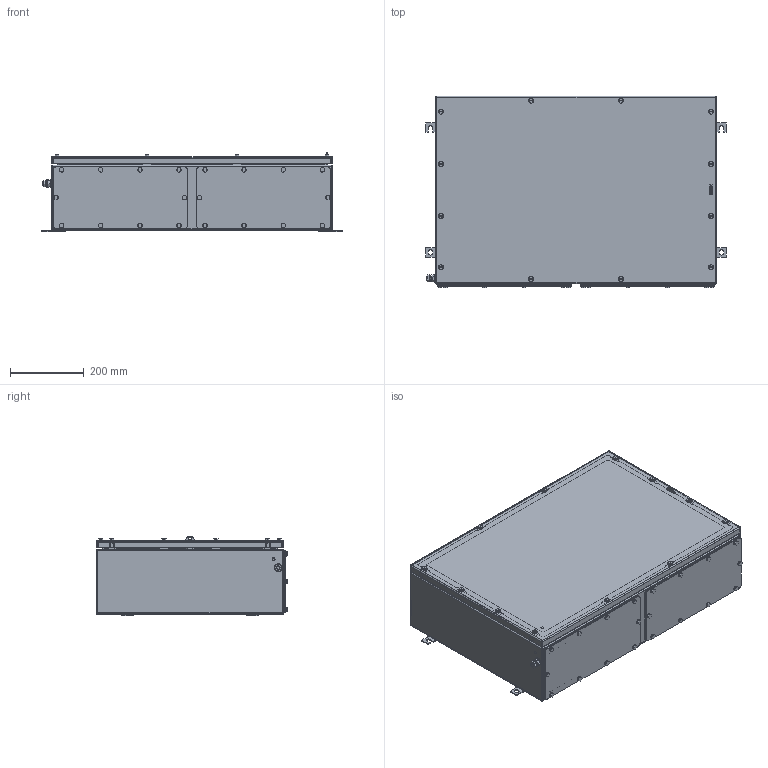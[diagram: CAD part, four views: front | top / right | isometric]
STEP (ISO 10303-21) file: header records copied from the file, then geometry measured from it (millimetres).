
FILE_DESCRIPTION(('CATIA V5 STEP Exchange','CAx-IF Rec.Pracs.--- Model Styling and Organization---1.4--- 2014-01-23'),'2;1');
FILE_NAME ('1157678-18_0_2698090000_2698090000.stp','2020-12-08T10:24:42+00:00',('none'),('Weidmueller'),'CATIA Version 5-6 Release 2016 SP3 HF44','CATIA V5 STEP AP214','none');
FILE_SCHEMA(('AUTOMOTIVE_DESIGN { 1 0 10303 214 1 1 1 1 }'));
Products named in the file (1): 2698090000
Bounding box: 813 x 519 x 214.9 mm (x, y, z)
Volume: 2666687.5 mm3; surface area: 3109655 mm2
Topology: 103 solids, 103 shells, 2334 faces, 5602 edges, 3585 vertices
Faces by surface type: plane 1213, cylinder 935, cone 142, sphere 24, torus 20
Entity records: 63715 total; most frequent: CARTESIAN_POINT 12014, ORIENTED_EDGE 11024, DIRECTION 8925, EDGE_CURVE 5512, AXIS2_PLACEMENT_3D 3587, VECTOR 3575, LINE 3575, VERTEX_POINT 3575
